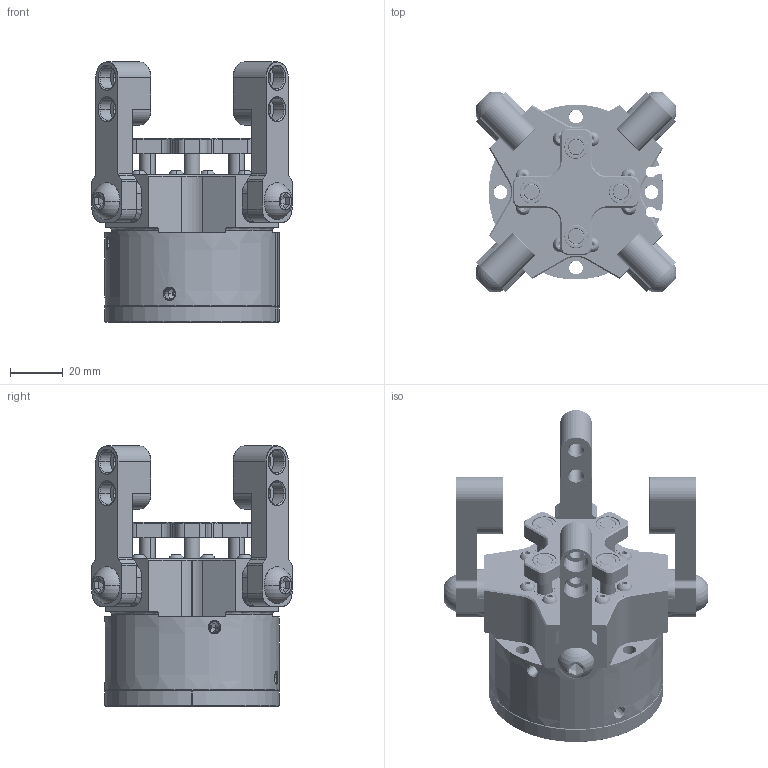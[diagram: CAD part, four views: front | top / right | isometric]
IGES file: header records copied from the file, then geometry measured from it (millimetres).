
Start section: SolidWorks IGES file using analytic representation for surfaces
Global section: file name: FY56N-50-4-BTS.IGS; native system: SolidWorks 2020; preprocessor: SolidWorks 2020; author: Administrator; date: 231113.160556; units: millimetre
Bounding box: 76.48 x 76.48 x 99 mm (x, y, z)
Surface area: 90577.6 mm2 (no closed solid volume)
Topology: 0 solids, 0 shells, 1948 faces, 24749 edges, 24693 vertices
Faces by surface type: bspline 1099, revolution 849
